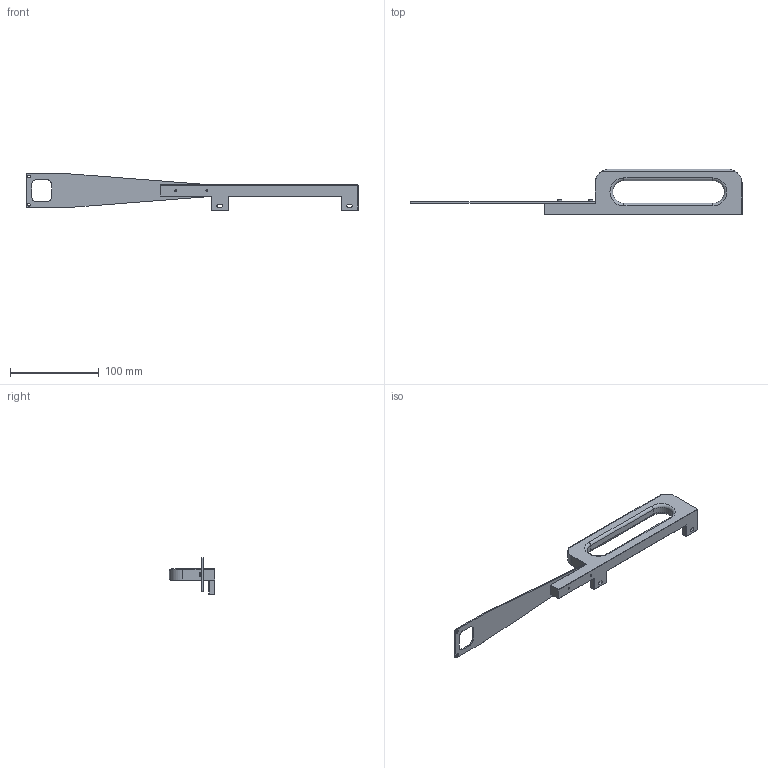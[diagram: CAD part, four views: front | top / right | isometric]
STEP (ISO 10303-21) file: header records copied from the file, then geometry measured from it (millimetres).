
FILE_DESCRIPTION (( 'STEP AP214' ), '1' );
FILE_NAME ('116465.step', '2023-07-26T08:34:58', ( '' ), ( '' ), 'SwSTEP 2.0', 'SolidWorks 2022', '' );
FILE_SCHEMA (( 'AUTOMOTIVE_DESIGN' ));
Length unit declared in the file: millimetre
Products named in the file (1): 116465
Bounding box: 373.29 x 50.8 x 41.33 mm (x, y, z)
Volume: 86248.2 mm3; surface area: 33330.9 mm2
Topology: 1 solids, 3 shells, 152 faces, 358 edges, 216 vertices
Faces by surface type: plane 102, cylinder 34, cone 8, torus 8
Full cylindrical faces by diameter (mm): 2.05 x2, 2.5 x2, 3 x4, 4.5 x2
Entity records: 5918 total; most frequent: CARTESIAN_POINT 771, DIRECTION 724, ORIENTED_EDGE 668, EDGE_CURVE 334, AXIS2_PLACEMENT_3D 245, LINE 234, VECTOR 234, VERTEX_POINT 210
